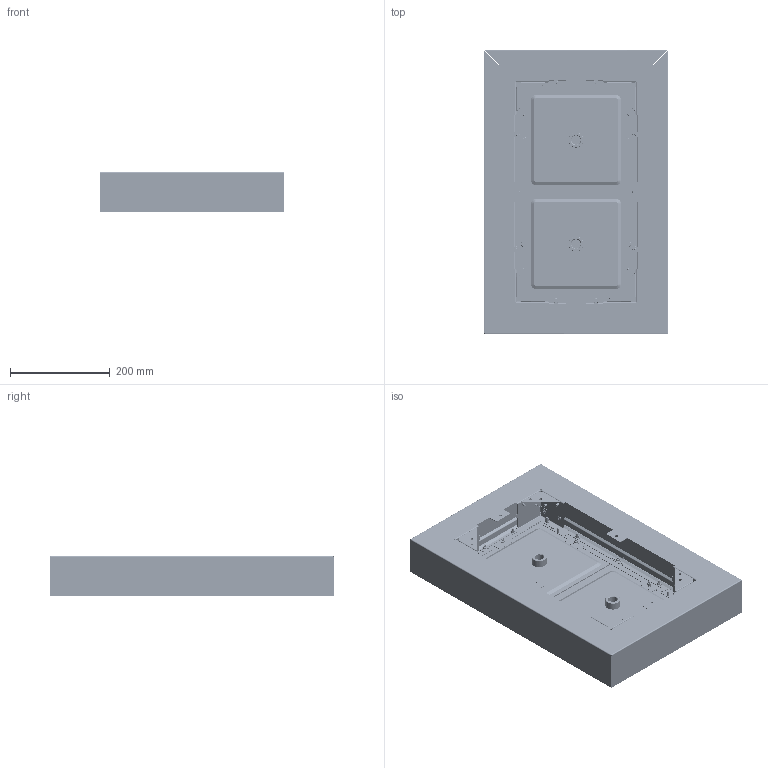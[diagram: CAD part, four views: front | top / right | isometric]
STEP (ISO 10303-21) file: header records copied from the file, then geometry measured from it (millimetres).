
FILE_DESCRIPTION(('STEP AP214'),'1');
FILE_NAME('Art.67641.stp','2023-06-12T05:38:03',(' '),(' '),'Spatial InterOp 3D',' ',' ');
FILE_SCHEMA(('AUTOMOTIVE_DESIGN { 1 0 10303 214 1 1 1 1 }'));
Length unit declared in the file: millimetre
Products named in the file (260): S.00207; ASSEM1; Art.67641; S.00110; S.00340; 21723; 22728; P.00100; T.RA141; 24267; 22729; 22509; S.00317; 22929; 22933; 22932; S.00104; 22931; GrR; 21656; STRIPS1000RGB L=225; 22736; STRIPS1000RGB; Seg. Guaina; Seg. LED; STRIPS1000RGB L=425; 22213; T.RA063; 22930; 22928
Assembly tree (455 placements, depth 5):
  Art.67641
    S.00207  x16
      ASSEM1
      S.00207
    S.00110  x16
    S.00340  x20
      ASSEM1
      (unnamed)
      (unnamed)
      (unnamed)
      (unnamed)
      (unnamed)
      (unnamed)
      (unnamed)
      (unnamed)
      S.00340
    21723  x6
    22728  x2
      ASSEM1
      P.00100
        ASSEM1
        (unnamed)
        (unnamed)
        (unnamed)
        P.00100
      (unnamed)
      (unnamed)
      (unnamed)
      (unnamed)
      (unnamed)
      (unnamed)
      (unnamed)
      (unnamed)
      (unnamed)
      (unnamed)
      (unnamed)
      (unnamed)
      (unnamed)
      (unnamed)
      (unnamed)
      (unnamed)
      (unnamed)
      (unnamed)
      (unnamed)
      (unnamed)
      (unnamed)
      (unnamed)
      (unnamed)
      (unnamed)
      (unnamed)
      (unnamed)
      (unnamed)
      (unnamed)
      (unnamed)
      (unnamed)
      (unnamed)
      (unnamed)
      (unnamed)
      (unnamed)
      (unnamed)
Bounding box: 370 x 570 x 80 mm (x, y, z)
Volume: 1023018.6 mm3; surface area: 1796416.4 mm2
Topology: 373 solids, 373 shells, 8260 faces, 20450 edges, 13524 vertices
Faces by surface type: plane 2752, cylinder 2662, torus 2342, cone 284, sphere 192, bspline 28
Full cylindrical faces by diameter (mm): 0.4 x20, 1.5 x200, 1.7 x200, 2.6 x24, 3 x84, 3.1 x200, 3.3 x216, 4 x20, 4.2 x4, 4.4 x16, 4.6 x20, 4.8 x24, 5 x408, 5.2 x52, 6 x10, 6.2 x32, 6.9 x4, 7 x10, 8.2 x4, 10 x204, 10.2 x4, 12 x16, 14 x2, 16.4 x2, 18.631 x4, 28 x2, 28.2 x2, 30 x2
Entity records: 66340 total; most frequent: DIRECTION 7958, CARTESIAN_POINT 6863, ORIENTED_EDGE 5522, AXIS2_PLACEMENT_3D 3288, EDGE_CURVE 2761, EDGE_LOOP 2356, VERTEX_POINT 2025, CIRCLE 1620
